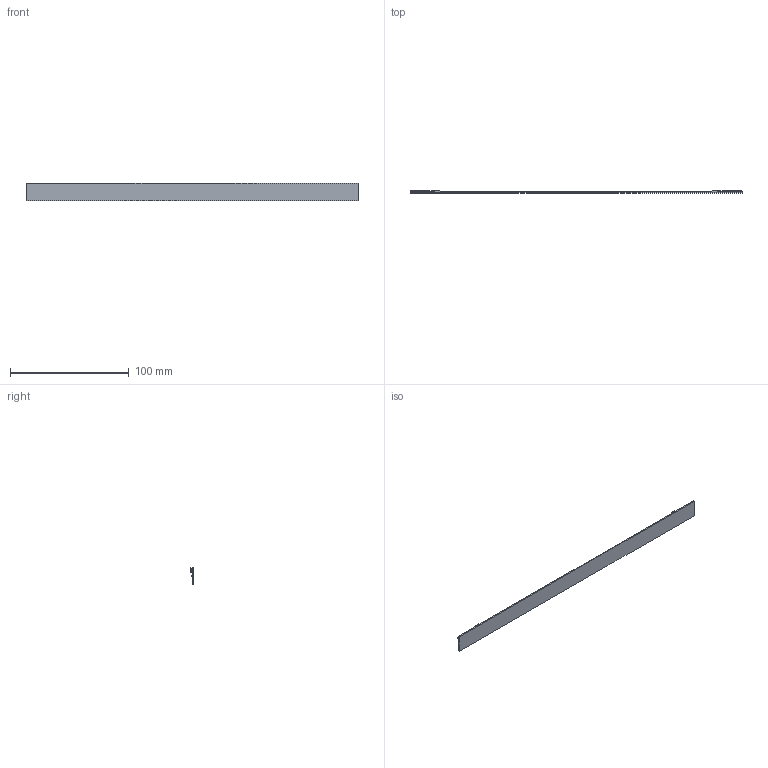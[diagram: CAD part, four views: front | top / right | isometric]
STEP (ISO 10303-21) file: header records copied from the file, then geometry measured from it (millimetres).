
FILE_DESCRIPTION (( 'STEP AP203' ), '1' );
FILE_NAME ('LUGA-Line.STEP', '2014-03-14T07:51:24', ( 'VS' ), ( '' ), 'SwSTEP 2.0', 'SolidWorks 2014', '' );
FILE_SCHEMA (( 'CONFIG_CONTROL_DESIGN' ));
Length unit declared in the file: millimetre
Products named in the file (12): LUGA-Line; PCB-Base_2; Connector Female_2; Hirose DF57-2P-1.2V_1; Cable_2
Assembly tree (7 placements, depth 2):
  LUGA-Line
    PCB-Base_2
    Connector Female_2  x2
    Hirose DF57-2P-1.2V_1  x2
    Cable_2  x2
  PCB-Base_2
  Connector Female_2
  Connector Female_2
  Hirose DF57-2P-1.2V_1
Bounding box: 280 x 2.38 x 15 mm (x, y, z)
Surface area: 9391.3 mm2 (no closed solid volume)
Topology: 0 solids, 7 shells, 332 faces, 924 edges, 606 vertices
Faces by surface type: plane 291, cylinder 38, bspline 3
Entity records: 6763 total; most frequent: CARTESIAN_POINT 1286, ORIENTED_EDGE 948, DIRECTION 837, EDGE_CURVE 474, LINE 433, VECTOR 433, VERTEX_POINT 311, AXIS2_PLACEMENT_3D 202
